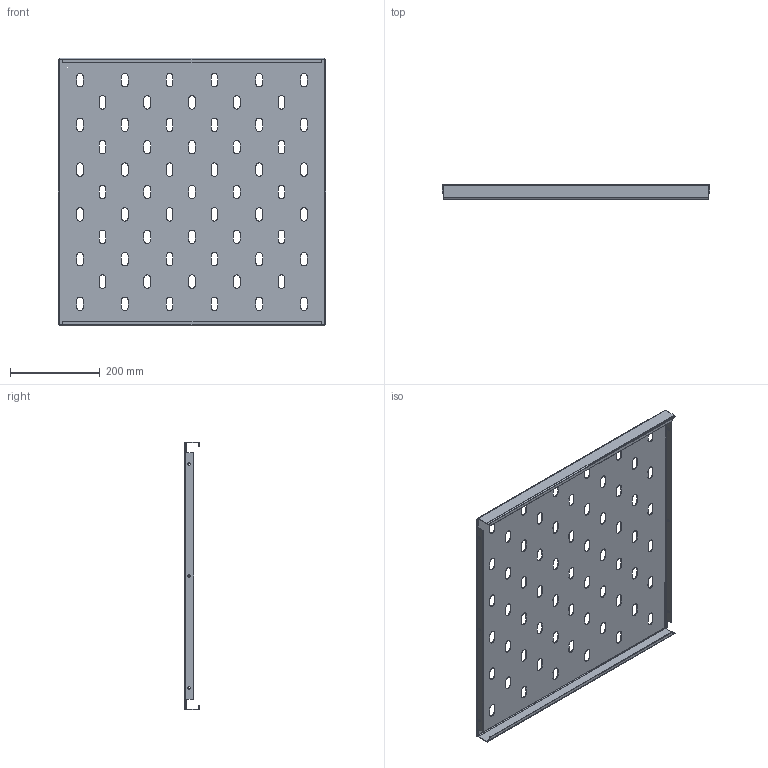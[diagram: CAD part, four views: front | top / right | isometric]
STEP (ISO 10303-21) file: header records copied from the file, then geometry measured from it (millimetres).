
FILE_DESCRIPTION (( 'STEP AP214' ), '1' );
FILE_NAME ('945.177.STEP', '2024-10-04T07:35:16', ( '' ), ( '' ), 'SwSTEP 2.0', 'SolidWorks 2021', '' );
FILE_SCHEMA (( 'AUTOMOTIVE_DESIGN' ));
Length unit declared in the file: millimetre
Products named in the file (1): 945.177
Bounding box: 598 x 33 x 598 mm (x, y, z)
Volume: 595979.7 mm3; surface area: 805742.6 mm2
Topology: 1 solids, 1 shells, 403 faces, 1163 edges, 762 vertices
Faces by surface type: cylinder 231, plane 172
Entity records: 13693 total; most frequent: DIRECTION 2425, CARTESIAN_POINT 2377, ORIENTED_EDGE 2326, EDGE_CURVE 1163, AXIS2_PLACEMENT_3D 866, VERTEX_POINT 762, LINE 693, VECTOR 693
